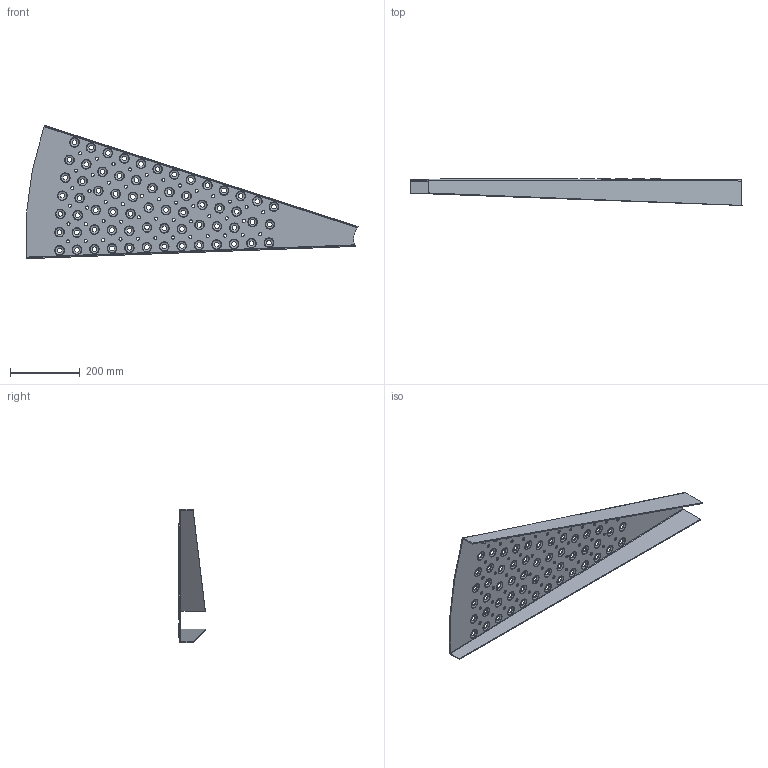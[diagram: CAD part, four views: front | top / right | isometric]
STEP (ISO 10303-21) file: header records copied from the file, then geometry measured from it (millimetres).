
FILE_DESCRIPTION (( 'STEP AP203' ), '1' );
FILE_NAME ('24124_24.0211_SPINDELTRIN_TYPE_K_1000mm_V=20.STEP', '2011-10-06T10:50:00', ( 'JKJ' ), ( '' ), 'SwSTEP 2.0', 'SolidWorks 2011', '' );
FILE_SCHEMA (( 'CONFIG_CONTROL_DESIGN' ));
Length unit declared in the file: millimetre
Products named in the file (1): 24124_24.0211_SPINDELTRIN_TYPE_K_1000mm_V=20
Bounding box: 950.95 x 76.24 x 381.94 mm (x, y, z)
Volume: 889162.2 mm3; surface area: 613677.2 mm2
Topology: 1 solids, 1 shells, 774 faces, 2248 edges, 1476 vertices
Faces by surface type: cone 390, torus 260, cylinder 104, plane 16, bspline 4
Entity records: 27253 total; most frequent: DIRECTION 5474, CARTESIAN_POINT 4683, ORIENTED_EDGE 4496, AXIS2_PLACEMENT_3D 2479, EDGE_CURVE 2248, CIRCLE 1708, VERTEX_POINT 1476, EDGE_LOOP 1002
